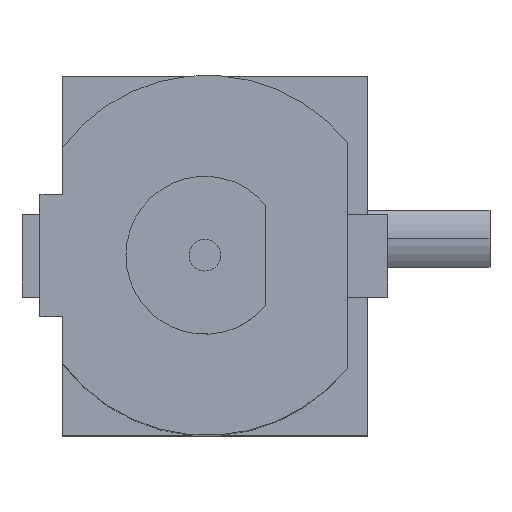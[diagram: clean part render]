
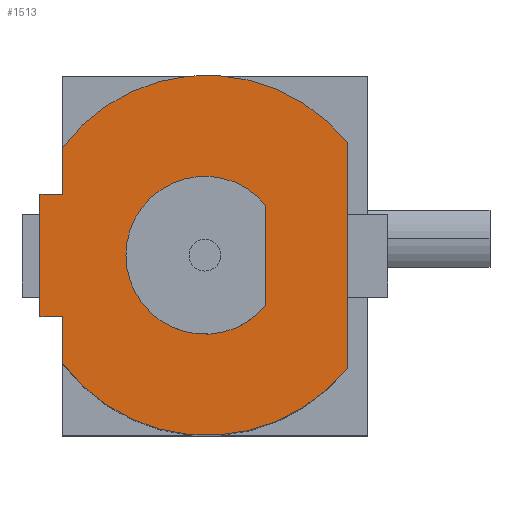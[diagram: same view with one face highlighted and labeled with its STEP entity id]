
A CAD part, top view. The second image highlights one B-rep face of the part: STEP entity #1513.
In plain terms, the highlighted planar face has unit normal (0, 0, 1).
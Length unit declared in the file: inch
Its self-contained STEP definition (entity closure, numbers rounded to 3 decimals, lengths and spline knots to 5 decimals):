
#10 = CIRCLE ( 'NONE', #1455, 0.4425 ) ;
#18 = EDGE_CURVE ( 'NONE', #648, #806, #253, .T. ) ;
#22 = LINE ( 'NONE', #1160, #1535 ) ;
#56 = VECTOR ( 'NONE', #729, 39.37008 ) ;
#69 = CARTESIAN_POINT ( 'NONE',  ( -0.431, 0.291, 1.7505 ) ) ;
#76 = EDGE_CURVE ( 'NONE', #316, #102, #116, .T. ) ;
#102 = VERTEX_POINT ( 'NONE', #1678 ) ;
#116 = CIRCLE ( 'NONE', #1175, 0.194 ) ;
#179 = VECTOR ( 'NONE', #823, 39.37008 ) ;
#203 = EDGE_CURVE ( 'NONE', #1403, #382, #22, .T. ) ;
#204 = CARTESIAN_POINT ( 'NONE',  ( 0.12437, 0.56403, 1.7505 ) ) ;
#248 = VERTEX_POINT ( 'NONE', #1701 ) ;
#251 = EDGE_CURVE ( 'NONE', #1329, #806, #432, .T. ) ;
#253 = LINE ( 'NONE', #1525, #179 ) ;
#316 = VERTEX_POINT ( 'NONE', #204 ) ;
#317 = FACE_BOUND ( 'NONE', #1776, .T. ) ;
#332 = FACE_OUTER_BOUND ( 'NONE', #1622, .T. ) ;
#341 = DIRECTION ( 'NONE',  ( 0., 0., 1. ) ) ;
#359 = VERTEX_POINT ( 'NONE', #1598 ) ;
#375 = DIRECTION ( 'NONE',  ( 1., 0., 0. ) ) ;
#382 = VERTEX_POINT ( 'NONE', #1176 ) ;
#397 = EDGE_CURVE ( 'NONE', #670, #1329, #1334, .T. ) ;
#419 = VERTEX_POINT ( 'NONE', #1828 ) ;
#432 = LINE ( 'NONE', #985, #538 ) ;
#438 = LINE ( 'NONE', #560, #56 ) ;
#448 = EDGE_CURVE ( 'NONE', #382, #648, #1594, .T. ) ;
#480 = CIRCLE ( 'NONE', #831, 0.194 ) ;
#499 = AXIS2_PLACEMENT_3D ( 'NONE', #1247, #1659, #554 ) ;
#538 = VECTOR ( 'NONE', #1559, 39.37008 ) ;
#554 = DIRECTION ( 'NONE',  ( 1., 0., 0. ) ) ;
#560 = CARTESIAN_POINT ( 'NONE',  ( -0.431, 0.291, 1.7505 ) ) ;
#635 = DIRECTION ( 'NONE',  ( 0., 1., 0. ) ) ;
#648 = VERTEX_POINT ( 'NONE', #984 ) ;
#670 = VERTEX_POINT ( 'NONE', #848 ) ;
#729 = DIRECTION ( 'NONE',  ( 1., 0., 0. ) ) ;
#755 = ORIENTED_EDGE ( 'NONE', *, *, #904, .T. ) ;
#774 = ORIENTED_EDGE ( 'NONE', *, *, #76, .F. ) ;
#806 = VERTEX_POINT ( 'NONE', #1445 ) ;
#807 = DIRECTION ( 'NONE',  ( 1., 0., 0. ) ) ;
#810 = DIRECTION ( 'NONE',  ( 0., 0., 1. ) ) ;
#823 = DIRECTION ( 'NONE',  ( 0., -1., 0. ) ) ;
#831 = AXIS2_PLACEMENT_3D ( 'NONE', #1239, #1815, #807 ) ;
#848 = CARTESIAN_POINT ( 'NONE',  ( -0.431, 0.291, 1.7505 ) ) ;
#865 = LINE ( 'NONE', #1565, #966 ) ;
#871 = CARTESIAN_POINT ( 'NONE',  ( -0.021, 0.441, 1.7505 ) ) ;
#878 = ORIENTED_EDGE ( 'NONE', *, *, #1570, .F. ) ;
#904 = EDGE_CURVE ( 'NONE', #670, #248, #438, .T. ) ;
#930 = EDGE_CURVE ( 'NONE', #248, #359, #865, .T. ) ;
#933 = DIRECTION ( 'NONE',  ( 0., 0., 1. ) ) ;
#966 = VECTOR ( 'NONE', #982, 39.37008 ) ;
#982 = DIRECTION ( 'NONE',  ( 0., -1., 0. ) ) ;
#984 = CARTESIAN_POINT ( 'NONE',  ( -0.375, 0.7065, 1.7505 ) ) ;
#985 = CARTESIAN_POINT ( 'NONE',  ( -0.431, 0.591, 1.7505 ) ) ;
#1025 = DIRECTION ( 'NONE',  ( 0., 1., 0. ) ) ;
#1160 = CARTESIAN_POINT ( 'NONE',  ( 0.32375, 0.16359, 1.7505 ) ) ;
#1163 = ORIENTED_EDGE ( 'NONE', *, *, #251, .F. ) ;
#1164 = DIRECTION ( 'NONE',  ( 1., 0., 0. ) ) ;
#1175 = AXIS2_PLACEMENT_3D ( 'NONE', #1218, #933, #1505 ) ;
#1176 = CARTESIAN_POINT ( 'NONE',  ( 0.32375, 0.71841, 1.7505 ) ) ;
#1177 = AXIS2_PLACEMENT_3D ( 'NONE', #871, #341, #1164 ) ;
#1181 = PLANE ( 'NONE',  #1177 ) ;
#1198 = CARTESIAN_POINT ( 'NONE',  ( 0.12437, 0.31797, 1.7505 ) ) ;
#1199 = ORIENTED_EDGE ( 'NONE', *, *, #1491, .F. ) ;
#1218 = CARTESIAN_POINT ( 'NONE',  ( -0.02563, 0.441, 1.7505 ) ) ;
#1239 = CARTESIAN_POINT ( 'NONE',  ( -0.02563, 0.441, 1.7505 ) ) ;
#1247 = CARTESIAN_POINT ( 'NONE',  ( -0.021, 0.441, 1.7505 ) ) ;
#1255 = CARTESIAN_POINT ( 'NONE',  ( -0.021, 0.441, 1.7505 ) ) ;
#1293 = VECTOR ( 'NONE', #635, 39.37008 ) ;
#1329 = VERTEX_POINT ( 'NONE', #1419 ) ;
#1334 = LINE ( 'NONE', #69, #1293 ) ;
#1403 = VERTEX_POINT ( 'NONE', #1430 ) ;
#1419 = CARTESIAN_POINT ( 'NONE',  ( -0.431, 0.591, 1.7505 ) ) ;
#1430 = CARTESIAN_POINT ( 'NONE',  ( 0.32375, 0.16359, 1.7505 ) ) ;
#1437 = LINE ( 'NONE', #1198, #1507 ) ;
#1445 = CARTESIAN_POINT ( 'NONE',  ( -0.375, 0.591, 1.7505 ) ) ;
#1455 = AXIS2_PLACEMENT_3D ( 'NONE', #1255, #810, #375 ) ;
#1491 = EDGE_CURVE ( 'NONE', #419, #316, #1437, .T. ) ;
#1505 = DIRECTION ( 'NONE',  ( 1., 0., 0. ) ) ;
#1507 = VECTOR ( 'NONE', #1025, 39.37008 ) ;
#1513 = ADVANCED_FACE ( 'NONE', ( #317, #332 ), #1181, .T. ) ;
#1525 = CARTESIAN_POINT ( 'NONE',  ( -0.375, 0.7065, 1.7505 ) ) ;
#1535 = VECTOR ( 'NONE', #1836, 39.37008 ) ;
#1559 = DIRECTION ( 'NONE',  ( 1., 0., 0. ) ) ;
#1565 = CARTESIAN_POINT ( 'NONE',  ( -0.375, 0.7065, 1.7505 ) ) ;
#1570 = EDGE_CURVE ( 'NONE', #102, #419, #480, .T. ) ;
#1582 = ORIENTED_EDGE ( 'NONE', *, *, #397, .F. ) ;
#1594 = CIRCLE ( 'NONE', #499, 0.4425 ) ;
#1597 = ORIENTED_EDGE ( 'NONE', *, *, #448, .T. ) ;
#1598 = CARTESIAN_POINT ( 'NONE',  ( -0.375, 0.1755, 1.7505 ) ) ;
#1622 = EDGE_LOOP ( 'NONE', ( #1632, #1765, #1597, #1638, #1163, #1582, #755, #1650 ) ) ;
#1632 = ORIENTED_EDGE ( 'NONE', *, *, #1798, .T. ) ;
#1638 = ORIENTED_EDGE ( 'NONE', *, *, #18, .T. ) ;
#1650 = ORIENTED_EDGE ( 'NONE', *, *, #930, .T. ) ;
#1659 = DIRECTION ( 'NONE',  ( 0., 0., 1. ) ) ;
#1678 = CARTESIAN_POINT ( 'NONE',  ( -0.21963, 0.441, 1.7505 ) ) ;
#1701 = CARTESIAN_POINT ( 'NONE',  ( -0.375, 0.291, 1.7505 ) ) ;
#1765 = ORIENTED_EDGE ( 'NONE', *, *, #203, .T. ) ;
#1776 = EDGE_LOOP ( 'NONE', ( #774, #1199, #878 ) ) ;
#1798 = EDGE_CURVE ( 'NONE', #359, #1403, #10, .T. ) ;
#1815 = DIRECTION ( 'NONE',  ( 0., 0., 1. ) ) ;
#1828 = CARTESIAN_POINT ( 'NONE',  ( 0.12437, 0.31797, 1.7505 ) ) ;
#1836 = DIRECTION ( 'NONE',  ( 0., 1., 0. ) ) ;
